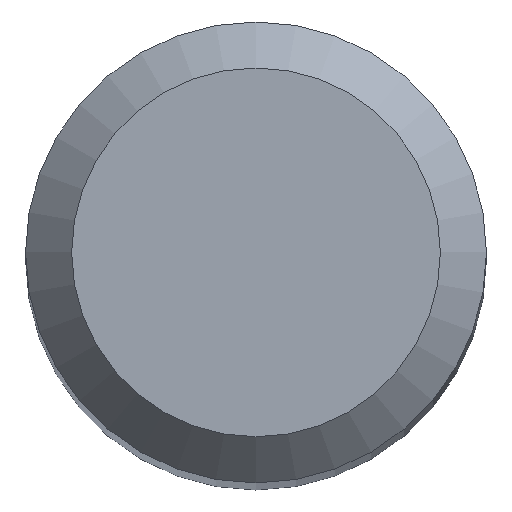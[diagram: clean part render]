
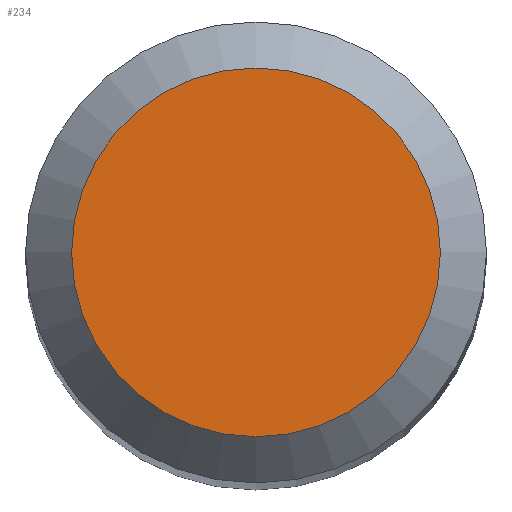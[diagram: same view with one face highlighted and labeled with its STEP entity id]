
A CAD part, top view. The second image highlights one B-rep face of the part: STEP entity #234.
In plain terms, the highlighted planar face has unit normal (0, 0, 1).
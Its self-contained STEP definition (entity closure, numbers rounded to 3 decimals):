
#33 = CARTESIAN_POINT ( 'NONE',  ( 0., 0., 55. ) ) ;
#62 = DIRECTION ( 'NONE',  ( -1., 0., 0. ) ) ;
#94 = CARTESIAN_POINT ( 'NONE',  ( 0., 1.6, 55. ) ) ;
#97 = EDGE_LOOP ( 'NONE', ( #196 ) ) ;
#140 = CIRCLE ( 'NONE', #150, 1.6 ) ;
#150 = AXIS2_PLACEMENT_3D ( 'NONE', #33, #275, #237 ) ;
#154 = FACE_OUTER_BOUND ( 'NONE', #97, .T. ) ;
#196 = ORIENTED_EDGE ( 'NONE', *, *, #273, .T. ) ;
#215 = DIRECTION ( 'NONE',  ( 0., 0., -1. ) ) ;
#229 = VERTEX_POINT ( 'NONE', #261 ) ;
#234 = ADVANCED_FACE ( 'NONE', ( #154 ), #394, .F. ) ;
#237 = DIRECTION ( 'NONE',  ( 1., 0., 0. ) ) ;
#261 = CARTESIAN_POINT ( 'NONE',  ( 1.6, 0., 55. ) ) ;
#266 = AXIS2_PLACEMENT_3D ( 'NONE', #94, #215, #62 ) ;
#273 = EDGE_CURVE ( 'NONE', #229, #229, #140, .T. ) ;
#275 = DIRECTION ( 'NONE',  ( 0., 0., 1. ) ) ;
#394 = PLANE ( 'NONE',  #266 ) ;
